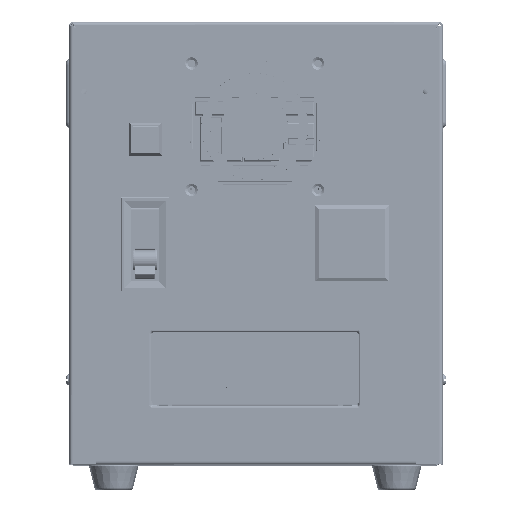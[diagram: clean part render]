
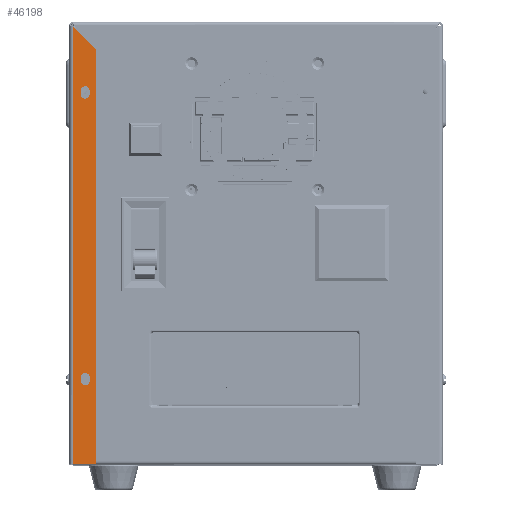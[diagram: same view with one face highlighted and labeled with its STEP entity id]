
A CAD part, top view. The second image highlights one B-rep face of the part: STEP entity #46198.
In plain terms, the highlighted face is planar.
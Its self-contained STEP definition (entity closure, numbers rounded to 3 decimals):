
#3200 = VERTEX_POINT ( 'NONE', #81269 ) ;
#3361 = DIRECTION ( 'NONE',  ( 0., 1., 0. ) ) ;
#6807 = DIRECTION ( 'NONE',  ( 1., 0., 0. ) ) ;
#8812 = VECTOR ( 'NONE', #83359, 1000. ) ;
#9003 = CIRCLE ( 'NONE', #76144, 2.5 ) ;
#9053 = EDGE_CURVE ( 'NONE', #58523, #30205, #117621, .T. ) ;
#9361 = DIRECTION ( 'NONE',  ( 0., -1., 0. ) ) ;
#10061 = LINE ( 'NONE', #11065, #30376 ) ;
#11065 = CARTESIAN_POINT ( 'NONE',  ( 277., -40.81, 199.576 ) ) ;
#12395 = CARTESIAN_POINT ( 'NONE',  ( 277., -250., 196. ) ) ;
#17491 = CARTESIAN_POINT ( 'NONE',  ( 277., -1.8, 196. ) ) ;
#17579 = VECTOR ( 'NONE', #9361, 1000. ) ;
#18989 = EDGE_LOOP ( 'NONE', ( #129711, #25244, #153294, #27257 ) ) ;
#19039 = AXIS2_PLACEMENT_3D ( 'NONE', #62168, #60168, #63163 ) ;
#22802 = CARTESIAN_POINT ( 'NONE',  ( 277., -200.81, 202.076 ) ) ;
#22817 = CIRCLE ( 'NONE', #140992, 2.5 ) ;
#25244 = ORIENTED_EDGE ( 'NONE', *, *, #61287, .F. ) ;
#27257 = ORIENTED_EDGE ( 'NONE', *, *, #168215, .F. ) ;
#29192 = EDGE_LOOP ( 'NONE', ( #158833, #155052, #122783, #117151 ) ) ;
#30205 = VERTEX_POINT ( 'NONE', #123583 ) ;
#30376 = VECTOR ( 'NONE', #72084, 1000. ) ;
#34083 = EDGE_CURVE ( 'NONE', #112261, #75353, #117590, .T. ) ;
#42409 = DIRECTION ( 'NONE',  ( 0., -0.707, -0.707 ) ) ;
#44757 = CARTESIAN_POINT ( 'NONE',  ( 277., -200.81, 199.576 ) ) ;
#46198 = ADVANCED_FACE ( 'NONE', ( #195424, #197376, #182440 ), #148610, .F. ) ;
#50800 = EDGE_CURVE ( 'NONE', #166150, #96852, #10061, .T. ) ;
#51177 = VECTOR ( 'NONE', #73438, 1000. ) ;
#55151 = CARTESIAN_POINT ( 'NONE',  ( 277., -202.81, 204.576 ) ) ;
#58523 = VERTEX_POINT ( 'NONE', #109522 ) ;
#60168 = DIRECTION ( 'NONE',  ( 1., 0., 0. ) ) ;
#61287 = EDGE_CURVE ( 'NONE', #3200, #166150, #9003, .T. ) ;
#61723 = ORIENTED_EDGE ( 'NONE', *, *, #83514, .F. ) ;
#62168 = CARTESIAN_POINT ( 'NONE',  ( 277., -38.81, 202.076 ) ) ;
#63163 = DIRECTION ( 'NONE',  ( 0., 0., -1. ) ) ;
#67836 = DIRECTION ( 'NONE',  ( 0., 0., -1. ) ) ;
#69507 = CARTESIAN_POINT ( 'NONE',  ( 277., -2.507, 209.2 ) ) ;
#70798 = CARTESIAN_POINT ( 'NONE',  ( 277., -38.81, 199.576 ) ) ;
#72084 = DIRECTION ( 'NONE',  ( 0., 1., 0. ) ) ;
#72523 = CIRCLE ( 'NONE', #184256, 2.5 ) ;
#72790 = EDGE_CURVE ( 'NONE', #169607, #162323, #167527, .T. ) ;
#73438 = DIRECTION ( 'NONE',  ( 0., 0., 1. ) ) ;
#73462 = CIRCLE ( 'NONE', #19039, 2.5 ) ;
#74486 = CARTESIAN_POINT ( 'NONE',  ( 277., 0., 0. ) ) ;
#75353 = VERTEX_POINT ( 'NONE', #147487 ) ;
#76144 = AXIS2_PLACEMENT_3D ( 'NONE', #87515, #89460, #148566 ) ;
#79401 = DIRECTION ( 'NONE',  ( 0., 1., 0. ) ) ;
#80185 = CARTESIAN_POINT ( 'NONE',  ( 277., -250., 196. ) ) ;
#80860 = EDGE_CURVE ( 'NONE', #162323, #189908, #72523, .T. ) ;
#81269 = CARTESIAN_POINT ( 'NONE',  ( 277., -40.81, 204.576 ) ) ;
#83359 = DIRECTION ( 'NONE',  ( 0., -1., 0. ) ) ;
#83514 = EDGE_CURVE ( 'NONE', #189908, #194972, #124364, .T. ) ;
#86576 = DIRECTION ( 'NONE',  ( 0., 0., 1. ) ) ;
#87515 = CARTESIAN_POINT ( 'NONE',  ( 277., -40.81, 202.076 ) ) ;
#89460 = DIRECTION ( 'NONE',  ( 1., 0., 0. ) ) ;
#89569 = CARTESIAN_POINT ( 'NONE',  ( 277., -202.81, 199.576 ) ) ;
#90744 = VECTOR ( 'NONE', #42409, 1000. ) ;
#91583 = CARTESIAN_POINT ( 'NONE',  ( 277., -202.81, 199.576 ) ) ;
#93582 = LINE ( 'NONE', #17491, #17579 ) ;
#96852 = VERTEX_POINT ( 'NONE', #70798 ) ;
#98587 = ORIENTED_EDGE ( 'NONE', *, *, #72790, .F. ) ;
#101337 = VECTOR ( 'NONE', #79401, 1000. ) ;
#101402 = ORIENTED_EDGE ( 'NONE', *, *, #80860, .F. ) ;
#101778 = EDGE_CURVE ( 'NONE', #189806, #3200, #174303, .T. ) ;
#107551 = EDGE_CURVE ( 'NONE', #75353, #58523, #170362, .T. ) ;
#109453 = CARTESIAN_POINT ( 'NONE',  ( 277., -200.81, 204.576 ) ) ;
#109522 = CARTESIAN_POINT ( 'NONE',  ( 277., -2.507, 209.2 ) ) ;
#112261 = VERTEX_POINT ( 'NONE', #80185 ) ;
#116322 = CARTESIAN_POINT ( 'NONE',  ( 277., -40.81, 199.576 ) ) ;
#116420 = DIRECTION ( 'NONE',  ( 1., 0., 0. ) ) ;
#117151 = ORIENTED_EDGE ( 'NONE', *, *, #136403, .F. ) ;
#117590 = LINE ( 'NONE', #12395, #51177 ) ;
#117621 = LINE ( 'NONE', #69507, #90744 ) ;
#119586 = DIRECTION ( 'NONE',  ( -1., 0., 0. ) ) ;
#122783 = ORIENTED_EDGE ( 'NONE', *, *, #34083, .F. ) ;
#123583 = CARTESIAN_POINT ( 'NONE',  ( 277., -15.707, 196. ) ) ;
#124364 = LINE ( 'NONE', #136426, #175508 ) ;
#129711 = ORIENTED_EDGE ( 'NONE', *, *, #50800, .F. ) ;
#132527 = CARTESIAN_POINT ( 'NONE',  ( 277., -38.81, 204.576 ) ) ;
#136403 = EDGE_CURVE ( 'NONE', #30205, #112261, #93582, .T. ) ;
#136426 = CARTESIAN_POINT ( 'NONE',  ( 277., -200.81, 204.576 ) ) ;
#140992 = AXIS2_PLACEMENT_3D ( 'NONE', #192299, #116420, #177309 ) ;
#144407 = VECTOR ( 'NONE', #3361, 1000. ) ;
#147487 = CARTESIAN_POINT ( 'NONE',  ( 277., -250., 209.2 ) ) ;
#147859 = AXIS2_PLACEMENT_3D ( 'NONE', #74486, #119586, #86576 ) ;
#148566 = DIRECTION ( 'NONE',  ( 0., 0., -1. ) ) ;
#148610 = PLANE ( 'NONE',  #147859 ) ;
#151426 = DIRECTION ( 'NONE',  ( 0., -1., 0. ) ) ;
#153294 = ORIENTED_EDGE ( 'NONE', *, *, #101778, .F. ) ;
#155052 = ORIENTED_EDGE ( 'NONE', *, *, #107551, .F. ) ;
#158833 = ORIENTED_EDGE ( 'NONE', *, *, #9053, .F. ) ;
#162323 = VERTEX_POINT ( 'NONE', #44757 ) ;
#166150 = VERTEX_POINT ( 'NONE', #116322 ) ;
#167527 = LINE ( 'NONE', #91583, #144407 ) ;
#168215 = EDGE_CURVE ( 'NONE', #96852, #189806, #73462, .T. ) ;
#169429 = EDGE_LOOP ( 'NONE', ( #98587, #176775, #61723, #101402 ) ) ;
#169607 = VERTEX_POINT ( 'NONE', #89569 ) ;
#170362 = LINE ( 'NONE', #186290, #101337 ) ;
#174303 = LINE ( 'NONE', #190327, #8812 ) ;
#175508 = VECTOR ( 'NONE', #151426, 1000. ) ;
#176775 = ORIENTED_EDGE ( 'NONE', *, *, #192045, .F. ) ;
#177309 = DIRECTION ( 'NONE',  ( 0., 0., -1. ) ) ;
#182440 = FACE_OUTER_BOUND ( 'NONE', #29192, .T. ) ;
#184256 = AXIS2_PLACEMENT_3D ( 'NONE', #22802, #6807, #67836 ) ;
#186290 = CARTESIAN_POINT ( 'NONE',  ( 277., -1.8, 209.2 ) ) ;
#189806 = VERTEX_POINT ( 'NONE', #132527 ) ;
#189908 = VERTEX_POINT ( 'NONE', #109453 ) ;
#190327 = CARTESIAN_POINT ( 'NONE',  ( 277., -38.81, 204.576 ) ) ;
#192045 = EDGE_CURVE ( 'NONE', #194972, #169607, #22817, .T. ) ;
#192299 = CARTESIAN_POINT ( 'NONE',  ( 277., -202.81, 202.076 ) ) ;
#194972 = VERTEX_POINT ( 'NONE', #55151 ) ;
#195424 = FACE_BOUND ( 'NONE', #169429, .T. ) ;
#197376 = FACE_BOUND ( 'NONE', #18989, .T. ) ;
